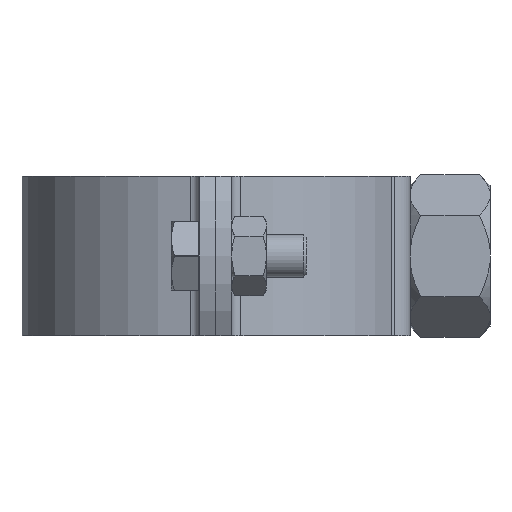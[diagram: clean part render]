
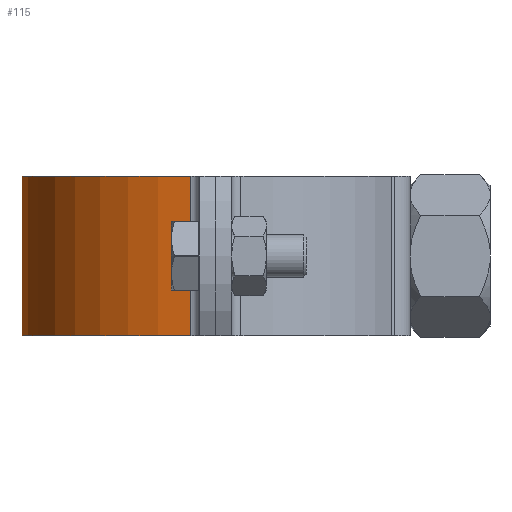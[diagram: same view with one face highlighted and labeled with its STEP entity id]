
A CAD part, left-side view. The second image highlights one B-rep face of the part: STEP entity #115.
In plain terms, the highlighted cylindrical face has radius 36.5 mm (diameter 73 mm), a partial arc.
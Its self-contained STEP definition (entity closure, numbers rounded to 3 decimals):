
#115 = ADVANCED_FACE ( 'NONE', ( #7918 ), #6617, .T. ) ;
#211 = ORIENTED_EDGE ( 'NONE', *, *, #2180, .T. ) ;
#337 = EDGE_CURVE ( 'NONE', #6043, #7121, #5467, .T. ) ;
#776 = CARTESIAN_POINT ( 'NONE',  ( -36.191, 4.74, -15. ) ) ;
#787 = AXIS2_PLACEMENT_3D ( 'NONE', #1032, #6694, #4211 ) ;
#1012 = CARTESIAN_POINT ( 'NONE',  ( -36.191, 4.74, 15. ) ) ;
#1032 = CARTESIAN_POINT ( 'NONE',  ( 0., 0., 15. ) ) ;
#1201 = DIRECTION ( 'NONE',  ( 0., 0., 1. ) ) ;
#1539 = CARTESIAN_POINT ( 'NONE',  ( 36.191, 4.74, 15. ) ) ;
#1722 = AXIS2_PLACEMENT_3D ( 'NONE', #3128, #1201, #3648 ) ;
#1972 = VECTOR ( 'NONE', #2291, 1000. ) ;
#2180 = EDGE_CURVE ( 'NONE', #2746, #6893, #7113, .T. ) ;
#2221 = AXIS2_PLACEMENT_3D ( 'NONE', #3680, #6161, #2448 ) ;
#2291 = DIRECTION ( 'NONE',  ( 0., 0., -1. ) ) ;
#2312 = EDGE_CURVE ( 'NONE', #6893, #7121, #6655, .T. ) ;
#2448 = DIRECTION ( 'NONE',  ( -1., 0., 0. ) ) ;
#2746 = VERTEX_POINT ( 'NONE', #6280 ) ;
#2917 = CARTESIAN_POINT ( 'NONE',  ( -36.191, 4.74, 15. ) ) ;
#3128 = CARTESIAN_POINT ( 'NONE',  ( 0., 0., -15. ) ) ;
#3648 = DIRECTION ( 'NONE',  ( -1., 0., 0. ) ) ;
#3680 = CARTESIAN_POINT ( 'NONE',  ( 0., 0., 15. ) ) ;
#3737 = ORIENTED_EDGE ( 'NONE', *, *, #7487, .F. ) ;
#4211 = DIRECTION ( 'NONE',  ( 1., 0., 0. ) ) ;
#4692 = CIRCLE ( 'NONE', #2221, 36.5 ) ;
#4790 = DIRECTION ( 'NONE',  ( 0., 0., -1. ) ) ;
#4828 = VECTOR ( 'NONE', #4790, 1000. ) ;
#5467 = LINE ( 'NONE', #2917, #1972 ) ;
#5781 = ORIENTED_EDGE ( 'NONE', *, *, #2312, .T. ) ;
#6043 = VERTEX_POINT ( 'NONE', #1012 ) ;
#6161 = DIRECTION ( 'NONE',  ( 0., 0., 1. ) ) ;
#6280 = CARTESIAN_POINT ( 'NONE',  ( 36.191, 4.74, 15. ) ) ;
#6617 = CYLINDRICAL_SURFACE ( 'NONE', #787, 36.5 ) ;
#6655 = CIRCLE ( 'NONE', #1722, 36.5 ) ;
#6694 = DIRECTION ( 'NONE',  ( 0., 0., -1. ) ) ;
#6893 = VERTEX_POINT ( 'NONE', #7913 ) ;
#6967 = ORIENTED_EDGE ( 'NONE', *, *, #337, .F. ) ;
#7113 = LINE ( 'NONE', #1539, #4828 ) ;
#7121 = VERTEX_POINT ( 'NONE', #776 ) ;
#7487 = EDGE_CURVE ( 'NONE', #2746, #6043, #4692, .T. ) ;
#7907 = EDGE_LOOP ( 'NONE', ( #5781, #6967, #3737, #211 ) ) ;
#7913 = CARTESIAN_POINT ( 'NONE',  ( 36.191, 4.74, -15. ) ) ;
#7918 = FACE_OUTER_BOUND ( 'NONE', #7907, .T. ) ;
